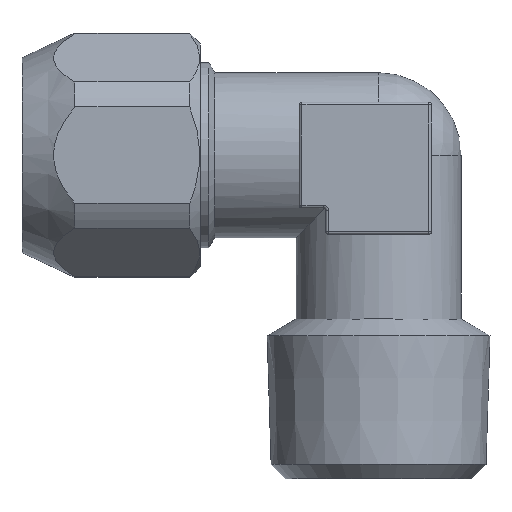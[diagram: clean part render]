
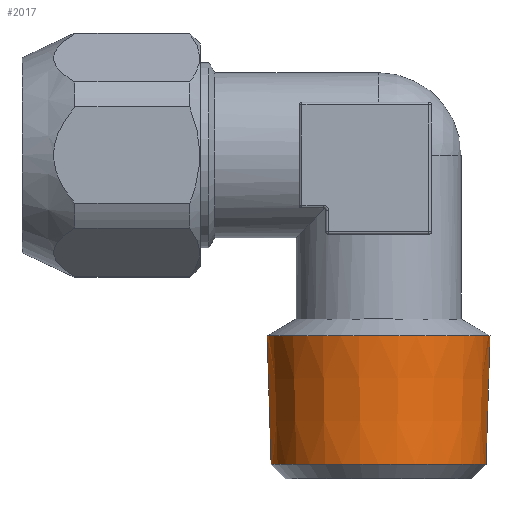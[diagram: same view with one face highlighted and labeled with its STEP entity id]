
A CAD part, top view. The second image highlights one B-rep face of the part: STEP entity #2017.
In plain terms, the highlighted conical face has half-angle 1.78 degrees and reference radius 8.286 mm.
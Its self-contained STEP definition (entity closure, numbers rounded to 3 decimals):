
#384=DIRECTION('',(-0.031,-1.,0.));
#385=VECTOR('',#384,9.729);
#386=CARTESIAN_POINT('',(8.438,-13.675,0.));
#387=LINE('',#386,#385);
#388=DIRECTION('',(0.031,-1.,0.));
#389=VECTOR('',#388,9.729);
#390=CARTESIAN_POINT('',(-8.438,-13.675,0.));
#391=LINE('',#390,#389);
#392=CARTESIAN_POINT('',(0.,-13.675,0.));
#393=DIRECTION('',(0.,-1.,0.));
#394=DIRECTION('',(1.,0.,0.));
#395=AXIS2_PLACEMENT_3D('',#392,#393,#394);
#410=CARTESIAN_POINT('',(0.,-23.4,0.));
#411=DIRECTION('',(0.,-1.,0.));
#412=DIRECTION('',(1.,0.,0.));
#413=AXIS2_PLACEMENT_3D('',#410,#411,#412);
#1495=CARTESIAN_POINT('',(8.135,-23.4,0.));
#1497=VERTEX_POINT('',#1495);
#1499=CARTESIAN_POINT('',(-8.135,-23.4,0.));
#1501=VERTEX_POINT('',#1499);
#1503=CARTESIAN_POINT('',(8.438,-13.675,0.));
#1504=CARTESIAN_POINT('',(-8.438,-13.675,0.));
#1505=VERTEX_POINT('',#1503);
#1506=VERTEX_POINT('',#1504);
#2004=CARTESIAN_POINT('',(0.,-18.538,0.));
#2005=DIRECTION('',(0.,1.,0.));
#2006=DIRECTION('',(1.,0.,0.));
#2007=AXIS2_PLACEMENT_3D('',#2004,#2005,#2006);
#2008=CONICAL_SURFACE('',#2007,8.286,1.78);
#2010=ORIENTED_EDGE('',*,*,#2009,.F.);
#2011=ORIENTED_EDGE('',*,*,#1999,.T.);
#2013=ORIENTED_EDGE('',*,*,#2012,.T.);
#2014=ORIENTED_EDGE('',*,*,#1995,.F.);
#2015=EDGE_LOOP('',(#2010,#2011,#2013,#2014));
#2016=FACE_OUTER_BOUND('',#2015,.F.);
#2017=ADVANCED_FACE('',(#2016),#2008,.T.);
#396=CIRCLE('',#395,8.438);
#414=CIRCLE('',#413,8.135);
#1995=EDGE_CURVE('',#1506,#1501,#391,.T.);
#1999=EDGE_CURVE('',#1505,#1497,#387,.T.);
#2009=EDGE_CURVE('',#1505,#1506,#396,.T.);
#2012=EDGE_CURVE('',#1497,#1501,#414,.T.);
